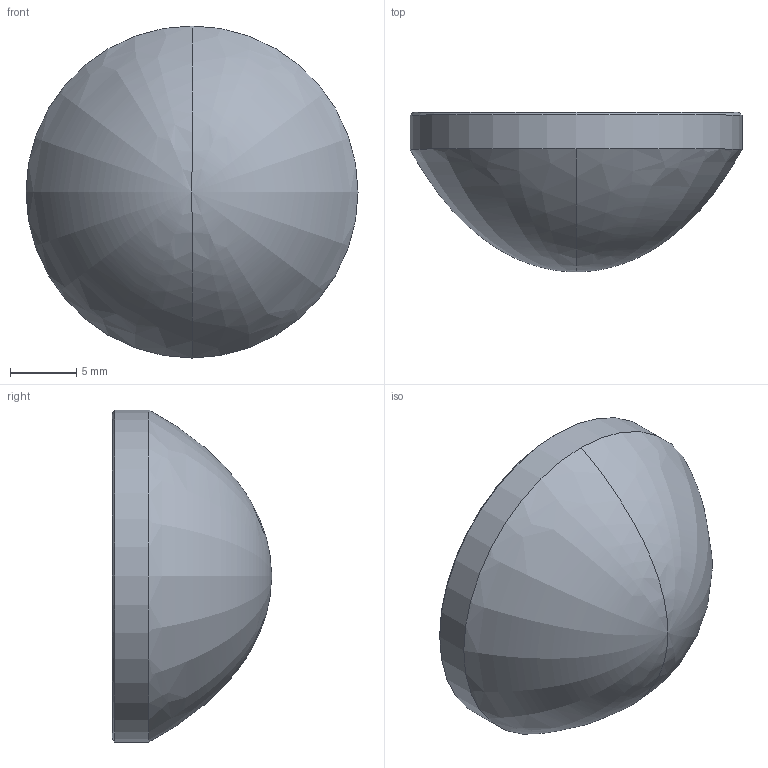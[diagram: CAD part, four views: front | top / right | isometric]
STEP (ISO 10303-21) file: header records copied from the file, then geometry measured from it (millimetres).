
FILE_DESCRIPTION(/* description */ (''),/* implementation_level */ '2;1');
FILE_NAME(/* name */ 'Lens - Condenser Lens (ACL2520U-DG6-A).step',/* time_stamp */ '2024-06-17T21:28:23-04:00',/* author */ (''),/* organization */ (''),/* preprocessor_version */ 'ST-DEVELOPER v20',/* originating_system */ 'Autodesk Translation Framework v12.20.1.177',/* authorisation */ '');
FILE_SCHEMA (('AUTOMOTIVE_DESIGN { 1 0 10303 214 3 1 1 }'));
Length unit declared in the file: millimetre
Products named in the file (1): Lens - Condenser Lens (ACL2520U-DG6-A)
Bounding box: 25 x 12 x 25 mm (x, y, z)
Volume: 3787.8 mm3; surface area: 1422 mm2
Topology: 1 solids, 1 shells, 5 faces, 10 edges, 5 vertices
Faces by surface type: bspline 2, cone 1, cylinder 1, plane 1
Full cylindrical faces by diameter (mm): 25 x1
Entity records: 502 total; most frequent: CARTESIAN_POINT 375, DIRECTION 18, ORIENTED_EDGE 16, EDGE_CURVE 8, AXIS2_PLACEMENT_3D 8, FACE_OUTER_BOUND 5, EDGE_LOOP 5, VERTEX_POINT 5
